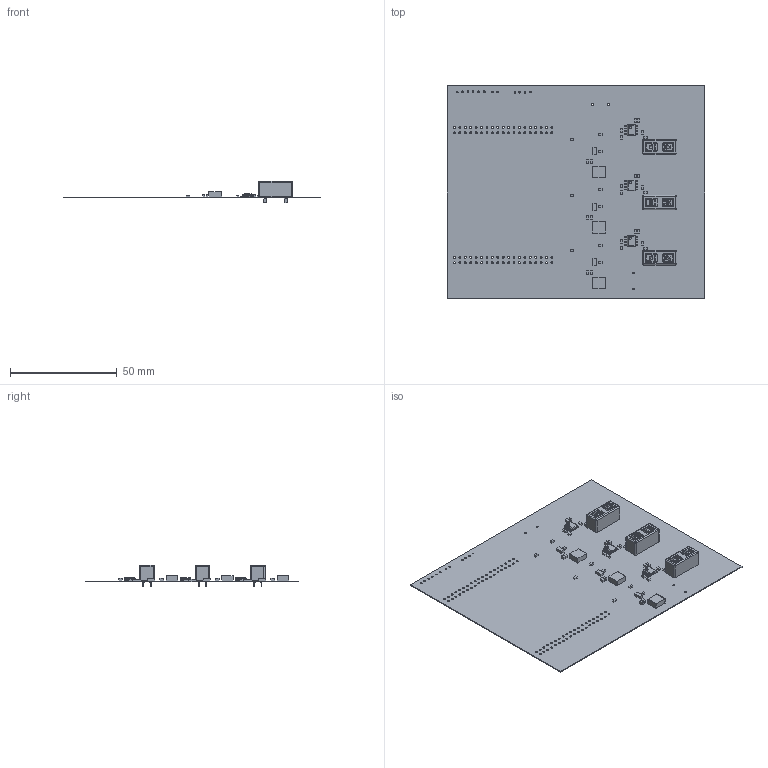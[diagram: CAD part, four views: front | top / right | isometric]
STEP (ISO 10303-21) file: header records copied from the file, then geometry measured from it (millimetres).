
FILE_DESCRIPTION(('Open CASCADE Model'),'2;1');
FILE_NAME('Open CASCADE Shape Model','2019-11-25T18:12:51',('Author'),( 'Open CASCADE'),'Open CASCADE STEP processor 6.8','Open CASCADE 6.8' ,'Unknown');
FILE_SCHEMA(('AUTOMOTIVE_DESIGN { 1 0 10303 214 1 1 1 1 }'));
Products named in the file (1): PCB
Bounding box: 120.65 x 99.69 x 10.16 mm (x, y, z)
Volume: 5325.3 mm3; surface area: 28745.7 mm2
Topology: 85 solids, 595 shells, 1523 faces, 5130 edges, 4278 vertices
Faces by surface type: plane 1014, cylinder 371, sphere 90, revolution 24, torus 24
Full cylindrical faces by diameter (mm): 0.762 x12, 0.889 x4, 0.9 x76, 1.6 x12
Entity records: 61445 total; most frequent: CARTESIAN_POINT 11820, DIRECTION 9256, ORIENTED_EDGE 7500, EDGE_CURVE 5118, VERTEX_POINT 4278, LINE 3644, VECTOR 3644, AXIS2_PLACEMENT_3D 2794
